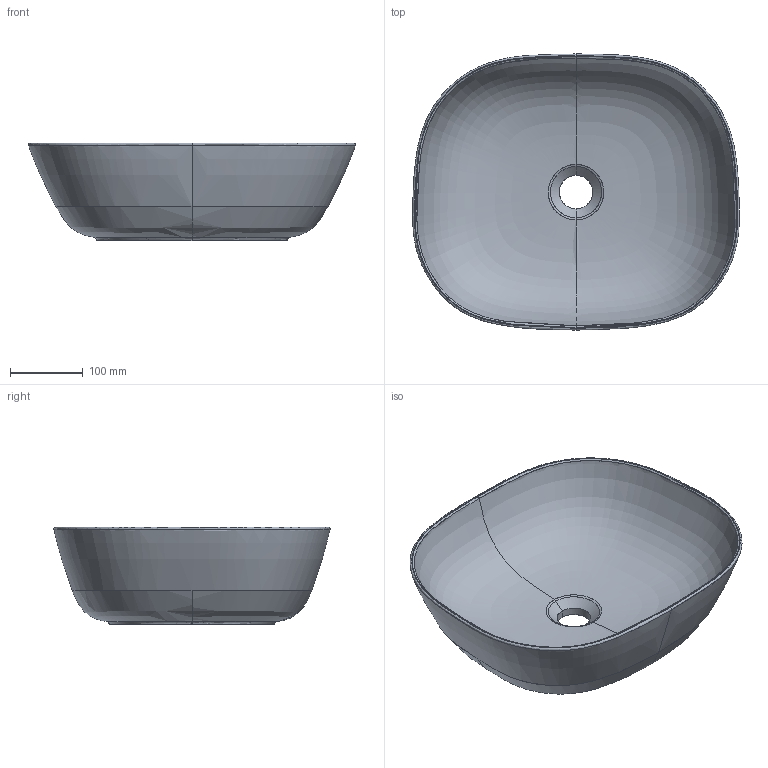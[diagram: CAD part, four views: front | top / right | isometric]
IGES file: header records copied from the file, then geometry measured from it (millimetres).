
Global section: file name: 7810.igs; native system: NX V10.0; preprocessor: SIEMENS PLM Software NX 10.0; date: 20171227.171229; units: millimetre
Bounding box: 450.25 x 380.11 x 134.93 mm (x, y, z)
Surface area: 472775.8 mm2 (no closed solid volume)
Topology: 0 solids, 0 shells, 118 faces, 1032 edges, 1030 vertices
Faces by surface type: bspline 102, offset 16
